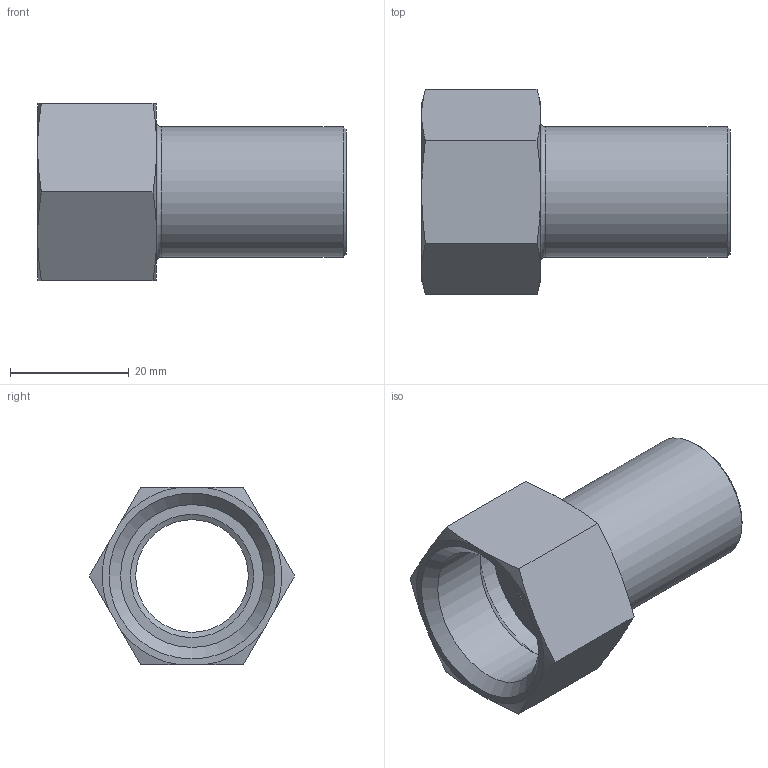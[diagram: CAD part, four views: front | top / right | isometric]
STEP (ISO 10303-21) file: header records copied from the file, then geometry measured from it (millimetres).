
FILE_DESCRIPTION(/* description */ ('Manicotto con Inserim. Filetto F 3/4"x22 REF 393'),/* implementation_level */ '2;1');
FILE_NAME(/* name */ '393304022_Steelpres.stp',/* time_stamp */ '2022-10-24T08:02:50+02:00',/* author */ ('Vault'),/* organization */ ('Raccorderie metalliche s.p.a. '),/* preprocessor_version */ 'ST-DEVELOPER v18.1',/* originating_system */ 'Autodesk Inventor 2020',/* authorisation */ 'Raccorderie metalliche s.p.a. ');
FILE_SCHEMA (('AUTOMOTIVE_DESIGN { 1 0 10303 214 3 1 1 }'));
Length unit declared in the file: millimetre
Products named in the file (1): 393304022_Steelpres
Bounding box: 52 x 34.64 x 30 mm (x, y, z)
Volume: 9242.6 mm3; surface area: 8734.1 mm2
Topology: 1 solids, 1 shells, 32 faces, 87 edges, 59 vertices
Faces by surface type: cone 17, plane 10, cylinder 4, torus 1
Full cylindrical faces by diameter (mm): 19 x1, 22 x1, 24.117 x1, 28 x1
Entity records: 1052 total; most frequent: CARTESIAN_POINT 227, ORIENTED_EDGE 174, DIRECTION 165, EDGE_CURVE 87, AXIS2_PLACEMENT_3D 69, VERTEX_POINT 59, EDGE_LOOP 36, CIRCLE 36
